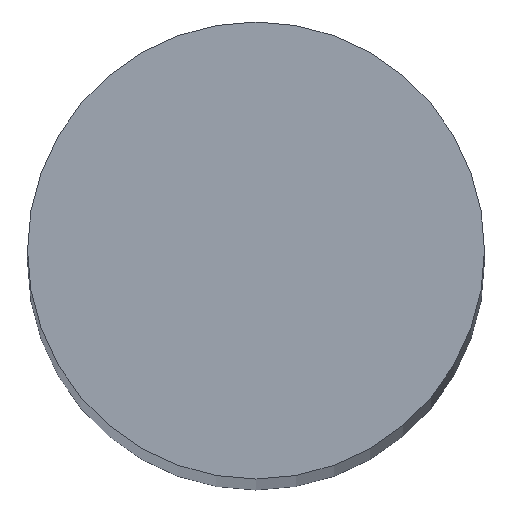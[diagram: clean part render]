
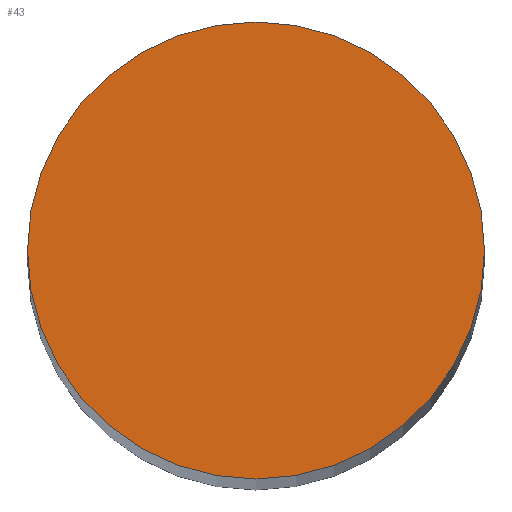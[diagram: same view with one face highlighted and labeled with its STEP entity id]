
A CAD part, top view. The second image highlights one B-rep face of the part: STEP entity #43.
In plain terms, the highlighted planar face has unit normal (0, 0, 1).
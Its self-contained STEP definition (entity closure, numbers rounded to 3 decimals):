
#1 = VERTEX_POINT ( 'NONE', #171 ) ;
#6 = DIRECTION ( 'NONE',  ( 1., 0., 0. ) ) ;
#8 = CARTESIAN_POINT ( 'NONE',  ( 3., 0., 41.25 ) ) ;
#13 = DIRECTION ( 'NONE',  ( 0., 0., 1. ) ) ;
#17 = ORIENTED_EDGE ( 'NONE', *, *, #159, .T. ) ;
#26 = CARTESIAN_POINT ( 'NONE',  ( 0., 0., 41.25 ) ) ;
#34 = EDGE_LOOP ( 'NONE', ( #89, #17 ) ) ;
#38 = DIRECTION ( 'NONE',  ( 0., 0., 1. ) ) ;
#43 = ADVANCED_FACE ( 'NONE', ( #113 ), #77, .T. ) ;
#57 = DIRECTION ( 'NONE',  ( 1., 0., 0. ) ) ;
#60 = VERTEX_POINT ( 'NONE', #8 ) ;
#66 = DIRECTION ( 'NONE',  ( 1., 0., 0. ) ) ;
#77 = PLANE ( 'NONE',  #140 ) ;
#84 = DIRECTION ( 'NONE',  ( 0., 0., 1. ) ) ;
#89 = ORIENTED_EDGE ( 'NONE', *, *, #166, .T. ) ;
#106 = AXIS2_PLACEMENT_3D ( 'NONE', #26, #84, #57 ) ;
#113 = FACE_OUTER_BOUND ( 'NONE', #34, .T. ) ;
#115 = CARTESIAN_POINT ( 'NONE',  ( 0., 0., 41.25 ) ) ;
#120 = CIRCLE ( 'NONE', #152, 3. ) ;
#130 = CARTESIAN_POINT ( 'NONE',  ( 0., 0., 41.25 ) ) ;
#140 = AXIS2_PLACEMENT_3D ( 'NONE', #115, #38, #6 ) ;
#141 = CIRCLE ( 'NONE', #106, 3. ) ;
#152 = AXIS2_PLACEMENT_3D ( 'NONE', #130, #13, #66 ) ;
#159 = EDGE_CURVE ( 'NONE', #1, #60, #141, .T. ) ;
#166 = EDGE_CURVE ( 'NONE', #60, #1, #120, .T. ) ;
#171 = CARTESIAN_POINT ( 'NONE',  ( -3., 0., 41.25 ) ) ;
